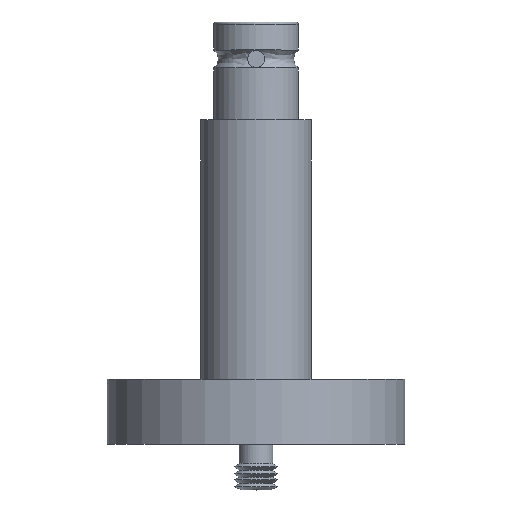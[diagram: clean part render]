
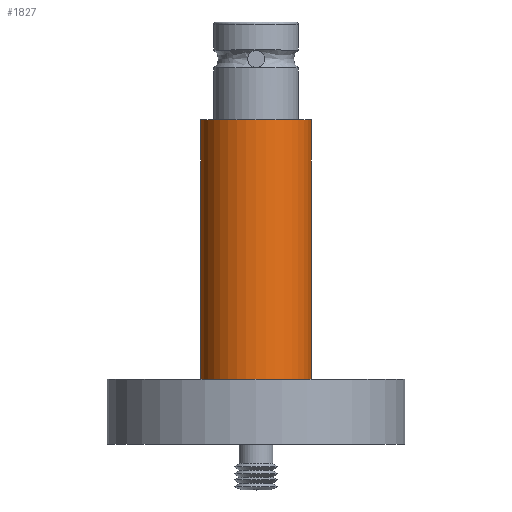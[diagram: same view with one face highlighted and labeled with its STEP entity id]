
A CAD part, top view. The second image highlights one B-rep face of the part: STEP entity #1827.
In plain terms, the highlighted cylindrical face has radius 6.287 mm (diameter 12.573 mm), a partial arc.
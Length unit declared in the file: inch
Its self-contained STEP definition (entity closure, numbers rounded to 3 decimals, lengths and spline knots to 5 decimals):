
#143 = EDGE_CURVE ( 'NONE', #5108, #5242, #2352, .T. ) ;
#145 = EDGE_CURVE ( 'NONE', #5279, #5108, #5546, .T. ) ;
#147 = EDGE_CURVE ( 'NONE', #5242, #4954, #5559, .T. ) ;
#154 = EDGE_CURVE ( 'NONE', #5279, #4954, #2383, .T. ) ;
#475 = EDGE_LOOP ( 'NONE', ( #2297, #2298, #2299, #2300 ) ) ;
#1827 = ADVANCED_FACE ( 'NONE', ( #4580 ), #4583, .T. ) ;
#2297 = ORIENTED_EDGE ( 'NONE', *, *, #145, .T. ) ;
#2298 = ORIENTED_EDGE ( 'NONE', *, *, #143, .T. ) ;
#2299 = ORIENTED_EDGE ( 'NONE', *, *, #147, .T. ) ;
#2300 = ORIENTED_EDGE ( 'NONE', *, *, #154, .F. ) ;
#2352 = LINE ( 'NONE', #2353, #5519 ) ;
#2353 = CARTESIAN_POINT ( 'NONE',  ( -0.2475, -1.40977, 0.18062 ) ) ;
#2354 = DIRECTION ( 'NONE',  ( 0., -1., 0. ) ) ;
#2356 = CARTESIAN_POINT ( 'NONE',  ( 0., 1.159, 0.18062 ) ) ;
#2357 = DIRECTION ( 'NONE',  ( 0., -1., 0. ) ) ;
#2358 = DIRECTION ( 'NONE',  ( 1., 0., 0. ) ) ;
#2364 = CARTESIAN_POINT ( 'NONE',  ( 0., -0.014, 0.18062 ) ) ;
#2365 = DIRECTION ( 'NONE',  ( 0., 1., 0. ) ) ;
#2366 = DIRECTION ( 'NONE',  ( 1., 0., 0. ) ) ;
#2379 = CARTESIAN_POINT ( 'NONE',  ( 0.2475, -1.40977, 0.18062 ) ) ;
#2383 = LINE ( 'NONE', #2379, #5535 ) ;
#2387 = DIRECTION ( 'NONE',  ( 0., -1., 0. ) ) ;
#3853 = CARTESIAN_POINT ( 'NONE',  ( 0.2475, -0.014, 0.18062 ) ) ;
#3930 = CARTESIAN_POINT ( 'NONE',  ( -0.2475, 1.159, 0.18062 ) ) ;
#3992 = CARTESIAN_POINT ( 'NONE',  ( -0.2475, -0.014, 0.18062 ) ) ;
#4002 = CARTESIAN_POINT ( 'NONE',  ( 0.2475, 1.159, 0.18062 ) ) ;
#4577 = DIRECTION ( 'NONE',  ( 0., -1., 0. ) ) ;
#4580 = FACE_OUTER_BOUND ( 'NONE', #475, .T. ) ;
#4581 = CARTESIAN_POINT ( 'NONE',  ( 0., -1.40977, 0.18062 ) ) ;
#4583 = CYLINDRICAL_SURFACE ( 'NONE', #6228, 0.2475 ) ;
#4584 = DIRECTION ( 'NONE',  ( 1., 0., 0. ) ) ;
#4954 = VERTEX_POINT ( 'NONE', #3853 ) ;
#5108 = VERTEX_POINT ( 'NONE', #3930 ) ;
#5242 = VERTEX_POINT ( 'NONE', #3992 ) ;
#5279 = VERTEX_POINT ( 'NONE', #4002 ) ;
#5519 = VECTOR ( 'NONE', #2354, 39.37008 ) ;
#5535 = VECTOR ( 'NONE', #2387, 39.37008 ) ;
#5546 = CIRCLE ( 'NONE', #5552, 0.2475 ) ;
#5550 = AXIS2_PLACEMENT_3D ( 'NONE', #2364, #2365, #2366 ) ;
#5552 = AXIS2_PLACEMENT_3D ( 'NONE', #2356, #2357, #2358 ) ;
#5559 = CIRCLE ( 'NONE', #5550, 0.2475 ) ;
#6228 = AXIS2_PLACEMENT_3D ( 'NONE', #4581, #4577, #4584 ) ;
